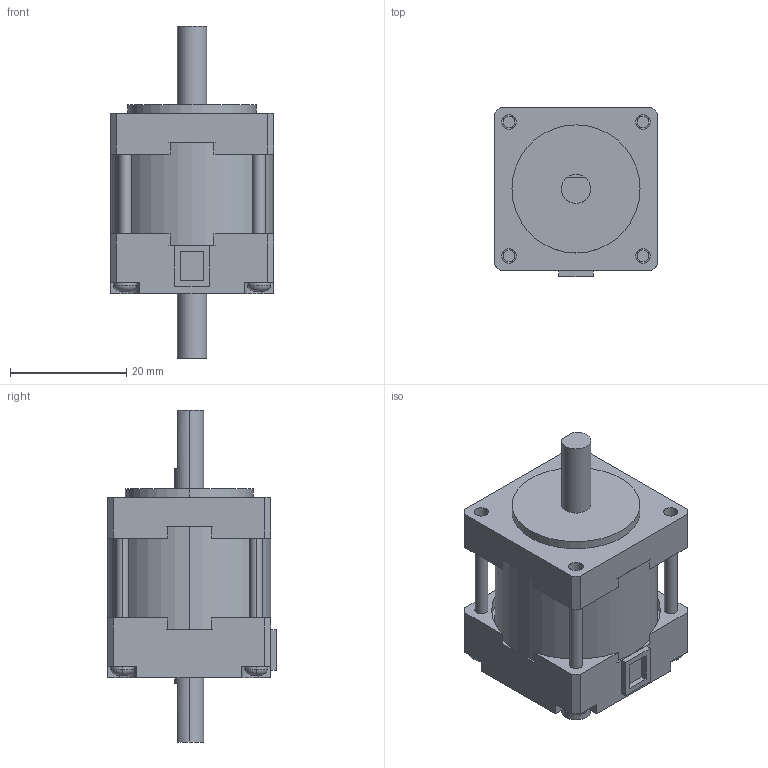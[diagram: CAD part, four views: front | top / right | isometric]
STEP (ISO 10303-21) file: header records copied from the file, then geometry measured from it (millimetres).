
FILE_DESCRIPTION (( 'STEP AP214' ), '1' );
FILE_NAME ('PEE533B.STEP', '2015-01-14T11:46:24', ( 'j' ), ( '' ), 'SwSTEP 2.0', 'SolidWorks 2011', '' );
FILE_SCHEMA (( 'AUTOMOTIVE_DESIGN' ));
Length unit declared in the file: millimetre
Products named in the file (1): PEE533B
Bounding box: 28 x 29 x 57 mm (x, y, z)
Volume: 22923.7 mm3; surface area: 9040.7 mm2
Topology: 8 solids, 8 shells, 139 faces, 316 edges, 208 vertices
Faces by surface type: plane 79, cylinder 52, torus 8
Entity records: 4031 total; most frequent: DIRECTION 720, CARTESIAN_POINT 664, ORIENTED_EDGE 632, EDGE_CURVE 316, AXIS2_PLACEMENT_3D 264, VERTEX_POINT 208, VECTOR 192, LINE 192
